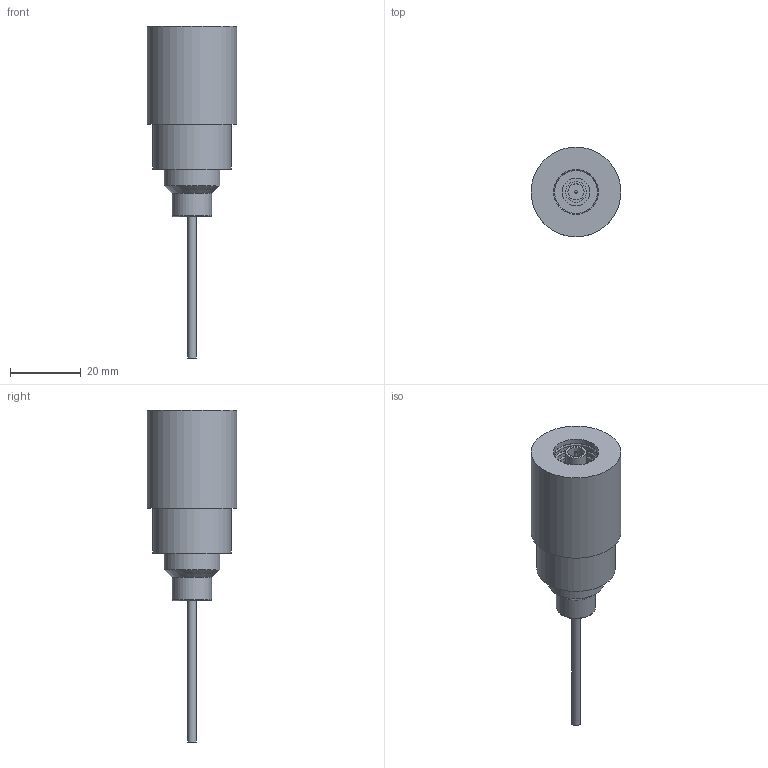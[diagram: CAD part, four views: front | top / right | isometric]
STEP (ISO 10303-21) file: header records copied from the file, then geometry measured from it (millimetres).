
FILE_DESCRIPTION(/* description */ (''),/* implementation_level */ '2;1');
FILE_NAME(/* name */ 'HF50CXOMF.stp',/* time_stamp */ '2022-05-11T13:28:58+02:00',/* author */ ('sh'),/* organization */ (''),/* preprocessor_version */ 'ST-DEVELOPER v17',/* originating_system */ 'Autodesk Inventor 2019',/* authorisation */ '');
FILE_SCHEMA (('AUTOMOTIVE_DESIGN { 1 0 10303 214 3 1 1 }'));
Length unit declared in the file: millimetre
Products named in the file (1): HF50CXOMF
Bounding box: 25.4 x 25.4 x 93.97 mm (x, y, z)
Volume: 23352.4 mm3; surface area: 7662.3 mm2
Topology: 3 solids, 3 shells, 64 faces, 161 edges, 117 vertices
Faces by surface type: cylinder 24, plane 20, torus 17, cone 3
Full cylindrical faces by diameter (mm): 0.762 x1, 2.54 x1, 2.845 x1, 3.759 x1, 4.572 x1, 5.893 x1, 6.858 x1, 6.96 x1, 7.874 x2, 7.925 x1, 7.95 x1, 8.484 x1, 11.1 x1, 12.7 x5, 15.824 x1, 15.875 x1, 17.475 x1, 22.174 x1, 25.4 x1
Entity records: 2196 total; most frequent: DIRECTION 425, CARTESIAN_POINT 343, ORIENTED_EDGE 322, AXIS2_PLACEMENT_3D 199, EDGE_CURVE 161, CIRCLE 134, VERTEX_POINT 117, EDGE_LOOP 80
